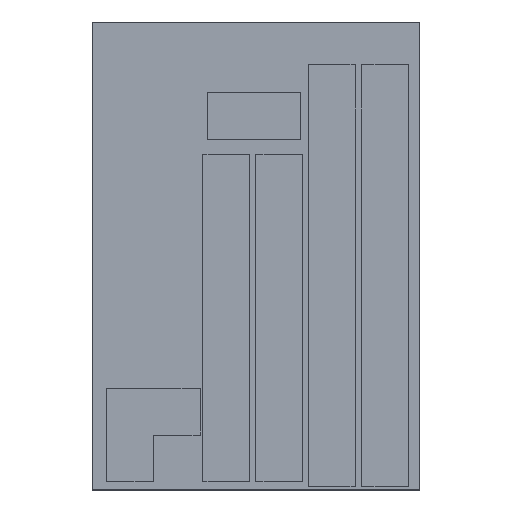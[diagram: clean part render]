
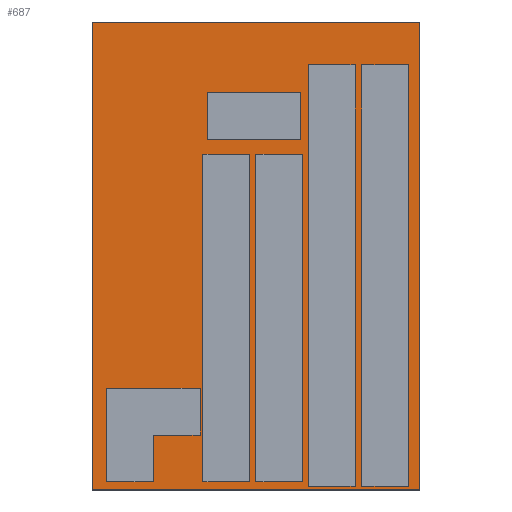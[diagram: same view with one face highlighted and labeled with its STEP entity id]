
A CAD part, top view. The second image highlights one B-rep face of the part: STEP entity #687.
In plain terms, the highlighted planar face has unit normal (0, 0, 1).
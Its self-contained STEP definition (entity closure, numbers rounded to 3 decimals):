
#15=FACE_BOUND('',#96,.T.);
#16=FACE_BOUND('',#97,.T.);
#17=FACE_BOUND('',#98,.T.);
#18=FACE_BOUND('',#99,.T.);
#19=FACE_BOUND('',#100,.T.);
#20=FACE_BOUND('',#101,.T.);
#57=FACE_OUTER_BOUND('',#95,.T.);
#95=EDGE_LOOP('',(#579,#580,#581,#582));
#96=EDGE_LOOP('',(#583,#584,#585,#586));
#97=EDGE_LOOP('',(#587,#588,#589,#590,#591,#592));
#98=EDGE_LOOP('',(#593,#594,#595,#596));
#99=EDGE_LOOP('',(#597,#598,#599,#600));
#100=EDGE_LOOP('',(#601,#602,#603,#604));
#101=EDGE_LOOP('',(#605,#606,#607,#608));
#103=LINE('',#922,#193);
#107=LINE('',#930,#197);
#110=LINE('',#936,#200);
#113=LINE('',#941,#203);
#115=LINE('',#947,#205);
#119=LINE('',#955,#209);
#122=LINE('',#961,#212);
#125=LINE('',#967,#215);
#128=LINE('',#973,#218);
#131=LINE('',#978,#221);
#133=LINE('',#984,#223);
#137=LINE('',#992,#227);
#140=LINE('',#998,#230);
#143=LINE('',#1003,#233);
#145=LINE('',#1009,#235);
#149=LINE('',#1017,#239);
#152=LINE('',#1023,#242);
#155=LINE('',#1028,#245);
#157=LINE('',#1034,#247);
#161=LINE('',#1042,#251);
#164=LINE('',#1048,#254);
#167=LINE('',#1053,#257);
#169=LINE('',#1059,#259);
#173=LINE('',#1067,#263);
#176=LINE('',#1073,#266);
#179=LINE('',#1078,#269);
#183=LINE('',#1088,#273);
#186=LINE('',#1094,#276);
#189=LINE('',#1100,#279);
#192=LINE('',#1104,#282);
#193=VECTOR('',#754,10.);
#197=VECTOR('',#760,10.);
#200=VECTOR('',#765,10.);
#203=VECTOR('',#770,10.);
#205=VECTOR('',#776,10.);
#209=VECTOR('',#782,10.);
#212=VECTOR('',#787,10.);
#215=VECTOR('',#792,10.);
#218=VECTOR('',#797,10.);
#221=VECTOR('',#802,10.);
#223=VECTOR('',#808,10.);
#227=VECTOR('',#814,10.);
#230=VECTOR('',#819,10.);
#233=VECTOR('',#824,10.);
#235=VECTOR('',#830,10.);
#239=VECTOR('',#836,10.);
#242=VECTOR('',#841,10.);
#245=VECTOR('',#846,10.);
#247=VECTOR('',#852,10.);
#251=VECTOR('',#858,10.);
#254=VECTOR('',#863,10.);
#257=VECTOR('',#868,10.);
#259=VECTOR('',#874,10.);
#263=VECTOR('',#880,10.);
#266=VECTOR('',#885,10.);
#269=VECTOR('',#890,10.);
#273=VECTOR('',#898,10.);
#276=VECTOR('',#903,10.);
#279=VECTOR('',#908,10.);
#282=VECTOR('',#913,10.);
#283=VERTEX_POINT('',#920);
#284=VERTEX_POINT('',#921);
#287=VERTEX_POINT('',#929);
#289=VERTEX_POINT('',#935);
#291=VERTEX_POINT('',#945);
#292=VERTEX_POINT('',#946);
#295=VERTEX_POINT('',#954);
#297=VERTEX_POINT('',#960);
#299=VERTEX_POINT('',#966);
#301=VERTEX_POINT('',#972);
#303=VERTEX_POINT('',#982);
#304=VERTEX_POINT('',#983);
#307=VERTEX_POINT('',#991);
#309=VERTEX_POINT('',#997);
#311=VERTEX_POINT('',#1007);
#312=VERTEX_POINT('',#1008);
#315=VERTEX_POINT('',#1016);
#317=VERTEX_POINT('',#1022);
#319=VERTEX_POINT('',#1032);
#320=VERTEX_POINT('',#1033);
#323=VERTEX_POINT('',#1041);
#325=VERTEX_POINT('',#1047);
#327=VERTEX_POINT('',#1057);
#328=VERTEX_POINT('',#1058);
#331=VERTEX_POINT('',#1066);
#333=VERTEX_POINT('',#1072);
#337=VERTEX_POINT('',#1085);
#338=VERTEX_POINT('',#1087);
#340=VERTEX_POINT('',#1093);
#342=VERTEX_POINT('',#1099);
#343=EDGE_CURVE('',#283,#284,#103,.T.);
#347=EDGE_CURVE('',#287,#283,#107,.T.);
#350=EDGE_CURVE('',#289,#287,#110,.T.);
#353=EDGE_CURVE('',#284,#289,#113,.T.);
#355=EDGE_CURVE('',#291,#292,#115,.T.);
#359=EDGE_CURVE('',#295,#291,#119,.T.);
#362=EDGE_CURVE('',#297,#295,#122,.T.);
#365=EDGE_CURVE('',#299,#297,#125,.T.);
#368=EDGE_CURVE('',#301,#299,#128,.T.);
#371=EDGE_CURVE('',#292,#301,#131,.T.);
#373=EDGE_CURVE('',#303,#304,#133,.T.);
#377=EDGE_CURVE('',#307,#303,#137,.T.);
#380=EDGE_CURVE('',#309,#307,#140,.T.);
#383=EDGE_CURVE('',#304,#309,#143,.T.);
#385=EDGE_CURVE('',#311,#312,#145,.T.);
#389=EDGE_CURVE('',#315,#311,#149,.T.);
#392=EDGE_CURVE('',#317,#315,#152,.T.);
#395=EDGE_CURVE('',#312,#317,#155,.T.);
#397=EDGE_CURVE('',#319,#320,#157,.T.);
#401=EDGE_CURVE('',#323,#319,#161,.T.);
#404=EDGE_CURVE('',#325,#323,#164,.T.);
#407=EDGE_CURVE('',#320,#325,#167,.T.);
#409=EDGE_CURVE('',#327,#328,#169,.T.);
#413=EDGE_CURVE('',#331,#327,#173,.T.);
#416=EDGE_CURVE('',#333,#331,#176,.T.);
#419=EDGE_CURVE('',#328,#333,#179,.T.);
#423=EDGE_CURVE('',#338,#337,#183,.T.);
#426=EDGE_CURVE('',#340,#338,#186,.T.);
#429=EDGE_CURVE('',#342,#340,#189,.T.);
#432=EDGE_CURVE('',#337,#342,#192,.T.);
#579=ORIENTED_EDGE('',*,*,#432,.T.);
#580=ORIENTED_EDGE('',*,*,#429,.T.);
#581=ORIENTED_EDGE('',*,*,#426,.T.);
#582=ORIENTED_EDGE('',*,*,#423,.T.);
#583=ORIENTED_EDGE('',*,*,#343,.T.);
#584=ORIENTED_EDGE('',*,*,#353,.T.);
#585=ORIENTED_EDGE('',*,*,#350,.T.);
#586=ORIENTED_EDGE('',*,*,#347,.T.);
#587=ORIENTED_EDGE('',*,*,#355,.T.);
#588=ORIENTED_EDGE('',*,*,#371,.T.);
#589=ORIENTED_EDGE('',*,*,#368,.T.);
#590=ORIENTED_EDGE('',*,*,#365,.T.);
#591=ORIENTED_EDGE('',*,*,#362,.T.);
#592=ORIENTED_EDGE('',*,*,#359,.T.);
#593=ORIENTED_EDGE('',*,*,#373,.T.);
#594=ORIENTED_EDGE('',*,*,#383,.T.);
#595=ORIENTED_EDGE('',*,*,#380,.T.);
#596=ORIENTED_EDGE('',*,*,#377,.T.);
#597=ORIENTED_EDGE('',*,*,#385,.T.);
#598=ORIENTED_EDGE('',*,*,#395,.T.);
#599=ORIENTED_EDGE('',*,*,#392,.T.);
#600=ORIENTED_EDGE('',*,*,#389,.T.);
#601=ORIENTED_EDGE('',*,*,#397,.T.);
#602=ORIENTED_EDGE('',*,*,#407,.T.);
#603=ORIENTED_EDGE('',*,*,#404,.T.);
#604=ORIENTED_EDGE('',*,*,#401,.T.);
#605=ORIENTED_EDGE('',*,*,#409,.T.);
#606=ORIENTED_EDGE('',*,*,#419,.T.);
#607=ORIENTED_EDGE('',*,*,#416,.T.);
#608=ORIENTED_EDGE('',*,*,#413,.T.);
#649=PLANE('',#748);
#687=ADVANCED_FACE('',(#57,#15,#16,#17,#18,#19,#20),#649,.T.);
#748=AXIS2_PLACEMENT_3D('',#1105,#914,#915);
#754=DIRECTION('',(0.,1.,0.));
#760=DIRECTION('',(-1.,0.,0.));
#765=DIRECTION('',(0.,-1.,0.));
#770=DIRECTION('',(1.,0.,0.));
#776=DIRECTION('',(-1.,0.,0.));
#782=DIRECTION('',(0.,-1.,0.));
#787=DIRECTION('',(1.,0.,0.));
#792=DIRECTION('',(0.,1.,0.));
#797=DIRECTION('',(-1.,0.,0.));
#802=DIRECTION('',(0.,-1.,0.));
#808=DIRECTION('',(-1.,0.,0.));
#814=DIRECTION('',(0.,-1.,0.));
#819=DIRECTION('',(1.,0.,0.));
#824=DIRECTION('',(0.,1.,0.));
#830=DIRECTION('',(0.,-1.,0.));
#836=DIRECTION('',(1.,0.,0.));
#841=DIRECTION('',(0.,1.,0.));
#846=DIRECTION('',(-1.,0.,0.));
#852=DIRECTION('',(0.,1.,0.));
#858=DIRECTION('',(-1.,0.,0.));
#863=DIRECTION('',(0.,-1.,0.));
#868=DIRECTION('',(1.,0.,0.));
#874=DIRECTION('',(1.,0.,0.));
#880=DIRECTION('',(0.,1.,0.));
#885=DIRECTION('',(-1.,0.,0.));
#890=DIRECTION('',(0.,-1.,0.));
#898=DIRECTION('',(0.,-1.,0.));
#903=DIRECTION('',(-1.,0.,0.));
#908=DIRECTION('',(0.,1.,0.));
#913=DIRECTION('',(1.,0.,0.));
#914=DIRECTION('center_axis',(0.,0.,1.));
#915=DIRECTION('ref_axis',(1.,0.,0.));
#920=CARTESIAN_POINT('',(-52.14,124.59,6.));
#921=CARTESIAN_POINT('',(-52.14,174.59,6.));
#922=CARTESIAN_POINT('',(-52.14,62.295,6.));
#929=CARTESIAN_POINT('',(47.86,124.59,6.));
#930=CARTESIAN_POINT('',(23.93,124.59,6.));
#935=CARTESIAN_POINT('',(47.86,174.59,6.));
#936=CARTESIAN_POINT('',(47.86,87.295,6.));
#941=CARTESIAN_POINT('',(-26.07,174.59,6.));
#945=CARTESIAN_POINT('',(-59.7,-191.31,6.));
#946=CARTESIAN_POINT('',(-109.7,-191.31,6.));
#947=CARTESIAN_POINT('',(-29.85,-191.31,6.));
#954=CARTESIAN_POINT('',(-59.7,-141.31,6.));
#955=CARTESIAN_POINT('',(-59.7,-70.655,6.));
#960=CARTESIAN_POINT('',(-159.7,-141.31,6.));
#961=CARTESIAN_POINT('',(-79.85,-141.31,6.));
#966=CARTESIAN_POINT('',(-159.7,-241.31,6.));
#967=CARTESIAN_POINT('',(-159.7,-120.655,6.));
#972=CARTESIAN_POINT('',(-109.7,-241.31,6.));
#973=CARTESIAN_POINT('',(-54.85,-241.31,6.));
#978=CARTESIAN_POINT('',(-109.7,-95.655,6.));
#982=CARTESIAN_POINT('',(105.86,-245.92,6.));
#983=CARTESIAN_POINT('',(55.86,-245.92,6.));
#984=CARTESIAN_POINT('',(52.93,-245.92,6.));
#991=CARTESIAN_POINT('',(105.86,204.08,6.));
#992=CARTESIAN_POINT('',(105.86,102.04,6.));
#997=CARTESIAN_POINT('',(55.86,204.08,6.));
#998=CARTESIAN_POINT('',(27.93,204.08,6.));
#1003=CARTESIAN_POINT('',(55.86,-122.96,6.));
#1007=CARTESIAN_POINT('',(49.86,108.59,6.));
#1008=CARTESIAN_POINT('',(49.86,-241.31,6.));
#1009=CARTESIAN_POINT('',(49.86,54.295,6.));
#1016=CARTESIAN_POINT('',(-0.14,108.59,6.));
#1017=CARTESIAN_POINT('',(-0.07,108.59,6.));
#1022=CARTESIAN_POINT('',(-0.14,-241.31,6.));
#1023=CARTESIAN_POINT('',(-0.14,-120.655,6.));
#1028=CARTESIAN_POINT('',(24.93,-241.31,6.));
#1032=CARTESIAN_POINT('',(-56.7,-241.31,6.));
#1033=CARTESIAN_POINT('',(-56.7,108.59,6.));
#1034=CARTESIAN_POINT('',(-56.7,-120.655,6.));
#1041=CARTESIAN_POINT('',(-6.7,-241.31,6.));
#1042=CARTESIAN_POINT('',(-3.35,-241.31,6.));
#1047=CARTESIAN_POINT('',(-6.7,108.59,6.));
#1048=CARTESIAN_POINT('',(-6.7,54.295,6.));
#1053=CARTESIAN_POINT('',(-28.35,108.59,6.));
#1057=CARTESIAN_POINT('',(113.01,204.08,6.));
#1058=CARTESIAN_POINT('',(163.01,204.08,6.));
#1059=CARTESIAN_POINT('',(56.505,204.08,6.));
#1066=CARTESIAN_POINT('',(113.01,-245.92,6.));
#1067=CARTESIAN_POINT('',(113.01,-122.96,6.));
#1072=CARTESIAN_POINT('',(163.01,-245.92,6.));
#1073=CARTESIAN_POINT('',(81.505,-245.92,6.));
#1078=CARTESIAN_POINT('',(163.01,102.04,6.));
#1085=CARTESIAN_POINT('',(-175.,-250.,6.));
#1087=CARTESIAN_POINT('',(-175.,250.,6.));
#1088=CARTESIAN_POINT('',(-175.,250.,6.));
#1093=CARTESIAN_POINT('',(175.,250.,6.));
#1094=CARTESIAN_POINT('',(175.,250.,6.));
#1099=CARTESIAN_POINT('',(175.,-250.,6.));
#1100=CARTESIAN_POINT('',(175.,-250.,6.));
#1104=CARTESIAN_POINT('',(-175.,-250.,6.));
#1105=CARTESIAN_POINT('Origin',(0.,0.,
6.));
